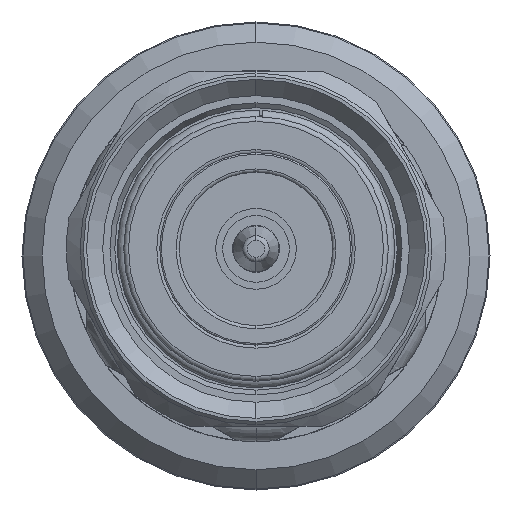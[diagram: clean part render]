
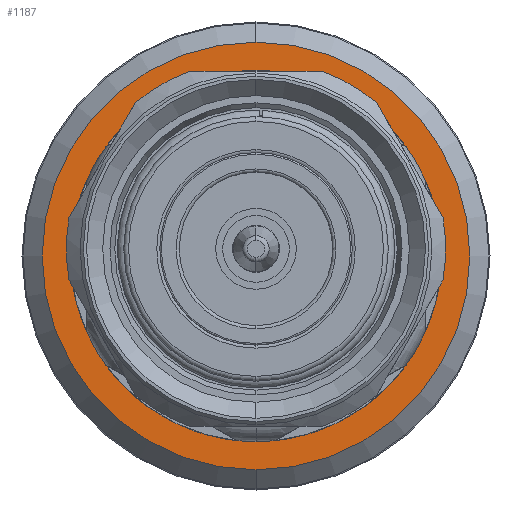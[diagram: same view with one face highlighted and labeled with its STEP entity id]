
A CAD part, left-side view. The second image highlights one B-rep face of the part: STEP entity #1187.
In plain terms, the highlighted face is planar.
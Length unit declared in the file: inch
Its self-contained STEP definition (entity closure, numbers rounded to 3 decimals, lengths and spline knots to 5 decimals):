
#309 = DIRECTION ( 'NONE',  ( 0., 1., 0. ) ) ;
#720 = EDGE_LOOP ( 'NONE', ( #5668, #3178 ) ) ;
#942 = DIRECTION ( 'NONE',  ( 0., 0., -1. ) ) ;
#1022 = AXIS2_PLACEMENT_3D ( 'NONE', #11836, #7002, #309 ) ;
#1107 = VERTEX_POINT ( 'NONE', #9654 ) ;
#1187 = ADVANCED_FACE ( 'NONE', ( #2176, #3408 ), #9900, .T. ) ;
#1281 = CIRCLE ( 'NONE', #4177, 0.45276 ) ;
#1594 = DIRECTION ( 'NONE',  ( 1., 0., 0. ) ) ;
#1639 = DIRECTION ( 'NONE',  ( 0., 0., 1. ) ) ;
#1709 = DIRECTION ( 'NONE',  ( -1., 0., 0. ) ) ;
#2176 = FACE_OUTER_BOUND ( 'NONE', #720, .T. ) ;
#2301 = EDGE_CURVE ( 'NONE', #12246, #1107, #4874, .T. ) ;
#3011 = VERTEX_POINT ( 'NONE', #11292 ) ;
#3178 = ORIENTED_EDGE ( 'NONE', *, *, #2301, .F. ) ;
#3408 = FACE_BOUND ( 'NONE', #3453, .T. ) ;
#3440 = VERTEX_POINT ( 'NONE', #7743 ) ;
#3453 = EDGE_LOOP ( 'NONE', ( #7858, #11024 ) ) ;
#4177 = AXIS2_PLACEMENT_3D ( 'NONE', #6734, #10522, #942 ) ;
#4237 = DIRECTION ( 'NONE',  ( 0., 0., 1. ) ) ;
#4348 = CIRCLE ( 'NONE', #6750, 0.52165 ) ;
#4381 = DIRECTION ( 'NONE',  ( 0., 0., -1. ) ) ;
#4874 = CIRCLE ( 'NONE', #7487, 0.52165 ) ;
#5118 = AXIS2_PLACEMENT_3D ( 'NONE', #10304, #1594, #4381 ) ;
#5515 = CARTESIAN_POINT ( 'NONE',  ( 0.35433, 0., 0. ) ) ;
#5668 = ORIENTED_EDGE ( 'NONE', *, *, #8726, .F. ) ;
#6734 = CARTESIAN_POINT ( 'NONE',  ( 0.35433, 0., 0. ) ) ;
#6750 = AXIS2_PLACEMENT_3D ( 'NONE', #5515, #7479, #4237 ) ;
#7002 = DIRECTION ( 'NONE',  ( 1., 0., 0. ) ) ;
#7479 = DIRECTION ( 'NONE',  ( -1., 0., 0. ) ) ;
#7487 = AXIS2_PLACEMENT_3D ( 'NONE', #9321, #1709, #1639 ) ;
#7743 = CARTESIAN_POINT ( 'NONE',  ( 0.35433, 0., -0.45276 ) ) ;
#7858 = ORIENTED_EDGE ( 'NONE', *, *, #11245, .F. ) ;
#8344 = CIRCLE ( 'NONE', #5118, 0.45276 ) ;
#8345 = EDGE_CURVE ( 'NONE', #3011, #3440, #8344, .T. ) ;
#8726 = EDGE_CURVE ( 'NONE', #1107, #12246, #4348, .T. ) ;
#9321 = CARTESIAN_POINT ( 'NONE',  ( 0.35433, 0., 0. ) ) ;
#9406 = CARTESIAN_POINT ( 'NONE',  ( 0.35433, 0., 0.52165 ) ) ;
#9654 = CARTESIAN_POINT ( 'NONE',  ( 0.35433, 0., -0.52165 ) ) ;
#9900 = PLANE ( 'NONE',  #1022 ) ;
#10304 = CARTESIAN_POINT ( 'NONE',  ( 0.35433, 0., 0. ) ) ;
#10522 = DIRECTION ( 'NONE',  ( 1., 0., 0. ) ) ;
#11024 = ORIENTED_EDGE ( 'NONE', *, *, #8345, .F. ) ;
#11245 = EDGE_CURVE ( 'NONE', #3440, #3011, #1281, .T. ) ;
#11292 = CARTESIAN_POINT ( 'NONE',  ( 0.35433, 0., 0.45276 ) ) ;
#11836 = CARTESIAN_POINT ( 'NONE',  ( 0.35433, 0., 0. ) ) ;
#12246 = VERTEX_POINT ( 'NONE', #9406 ) ;
